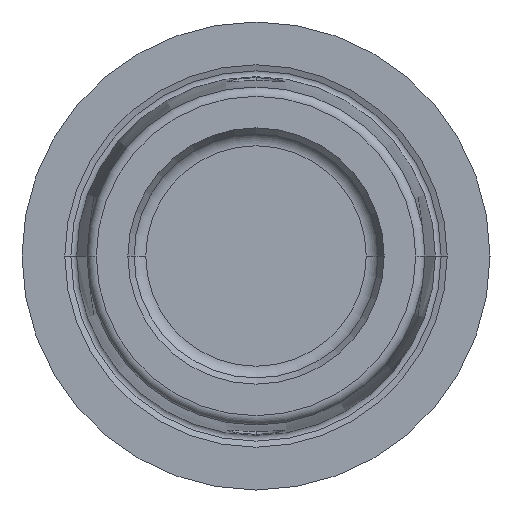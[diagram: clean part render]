
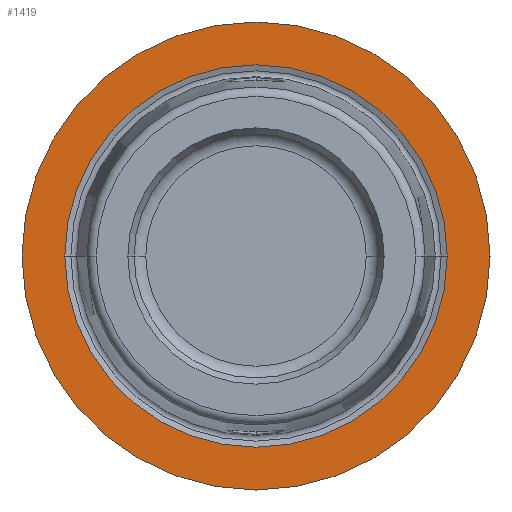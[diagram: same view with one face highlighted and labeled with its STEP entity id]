
A CAD part, left-side view. The second image highlights one B-rep face of the part: STEP entity #1419.
In plain terms, the highlighted planar face has unit normal (-1, 0, 0).
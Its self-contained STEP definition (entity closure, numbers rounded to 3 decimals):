
#532=CARTESIAN_POINT('',(0.,0.,0.));
#533=DIRECTION('',(1.,0.,0.));
#534=DIRECTION('',(0.,1.,0.));
#535=AXIS2_PLACEMENT_3D('',#532,#533,#534);
#537=CARTESIAN_POINT('',(0.,0.,0.));
#538=DIRECTION('',(-1.,0.,0.));
#539=DIRECTION('',(0.,1.,0.));
#540=AXIS2_PLACEMENT_3D('',#537,#538,#539);
#542=CARTESIAN_POINT('',(0.,0.,0.));
#543=DIRECTION('',(-1.,0.,0.));
#544=DIRECTION('',(0.,-1.,0.));
#545=AXIS2_PLACEMENT_3D('',#542,#543,#544);
#547=CARTESIAN_POINT('',(0.,0.,0.));
#548=DIRECTION('',(-1.,0.,0.));
#549=DIRECTION('',(0.,1.,0.));
#550=AXIS2_PLACEMENT_3D('',#547,#548,#549);
#754=CARTESIAN_POINT('',(0.,-20.425,0.));
#755=VERTEX_POINT('',#754);
#756=CARTESIAN_POINT('',(0.,20.425,0.));
#757=VERTEX_POINT('',#756);
#806=CARTESIAN_POINT('',(0.,25.,0.));
#807=CARTESIAN_POINT('',(0.,-25.,0.));
#808=VERTEX_POINT('',#806);
#809=VERTEX_POINT('',#807);
#1404=CARTESIAN_POINT('',(0.,0.,0.));
#1405=DIRECTION('',(1.,0.,0.));
#1406=DIRECTION('',(0.,-1.,0.));
#1407=AXIS2_PLACEMENT_3D('',#1404,#1405,#1406);
#1408=PLANE('',#1407);
#1410=ORIENTED_EDGE('',*,*,#1409,.T.);
#1412=ORIENTED_EDGE('',*,*,#1411,.F.);
#1413=EDGE_LOOP('',(#1410,#1412));
#1414=FACE_OUTER_BOUND('',#1413,.F.);
#1415=ORIENTED_EDGE('',*,*,#1386,.T.);
#1416=ORIENTED_EDGE('',*,*,#1397,.T.);
#1417=EDGE_LOOP('',(#1415,#1416));
#1418=FACE_BOUND('',#1417,.F.);
#1419=ADVANCED_FACE('',(#1414,#1418),#1408,.F.);
#536=CIRCLE('',#535,25.);
#541=CIRCLE('',#540,25.);
#546=CIRCLE('',#545,20.425);
#551=CIRCLE('',#550,20.425);
#1386=EDGE_CURVE('',#755,#757,#546,.T.);
#1397=EDGE_CURVE('',#757,#755,#551,.T.);
#1409=EDGE_CURVE('',#808,#809,#536,.T.);
#1411=EDGE_CURVE('',#808,#809,#541,.T.);
